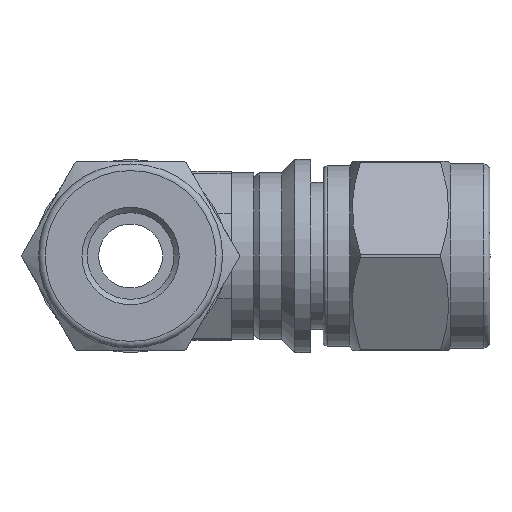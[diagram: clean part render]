
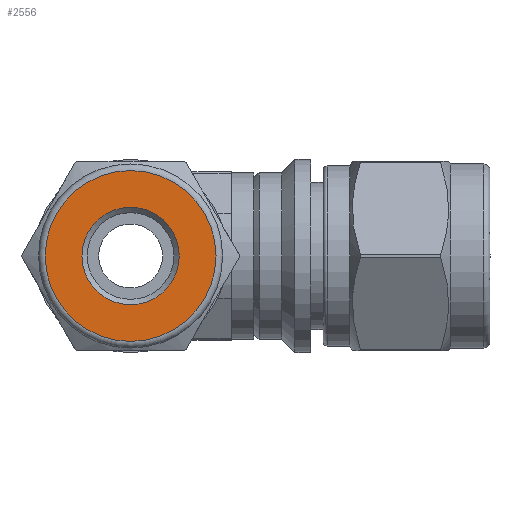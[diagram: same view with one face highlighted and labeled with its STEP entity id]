
A CAD part, left-side view. The second image highlights one B-rep face of the part: STEP entity #2556.
In plain terms, the highlighted planar face has unit normal (-1, 0, 0).
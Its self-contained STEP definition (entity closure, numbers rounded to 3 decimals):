
#58=FACE_BOUND('',#597,.T.);
#216=CIRCLE('',#2818,3.675);
#217=CIRCLE('',#2820,6.45);
#417=FACE_OUTER_BOUND('',#596,.T.);
#596=EDGE_LOOP('',(#1949));
#597=EDGE_LOOP('',(#1950));
#1157=VERTEX_POINT('',#4306);
#1158=VERTEX_POINT('',#4310);
#1442=EDGE_CURVE('',#1157,#1157,#216,.T.);
#1443=EDGE_CURVE('',#1158,#1158,#217,.T.);
#1949=ORIENTED_EDGE('',*,*,#1443,.F.);
#1950=ORIENTED_EDGE('',*,*,#1442,.T.);
#2464=PLANE('',#2819);
#2556=ADVANCED_FACE('',(#417,#58),#2464,.T.);
#2818=AXIS2_PLACEMENT_3D('',#4308,#3372,#3373);
#2819=AXIS2_PLACEMENT_3D('',#4309,#3374,#3375);
#2820=AXIS2_PLACEMENT_3D('',#4311,#3376,#3377);
#3372=DIRECTION('center_axis',(1.,0.,0.));
#3373=DIRECTION('ref_axis',(0.,0.,-1.));
#3374=DIRECTION('center_axis',(-1.,0.,0.));
#3375=DIRECTION('ref_axis',(0.,0.,1.));
#3376=DIRECTION('center_axis',(1.,0.,0.));
#3377=DIRECTION('ref_axis',(0.,0.,-1.));
#4306=CARTESIAN_POINT('',(-27.139,-3.675,0.));
#4308=CARTESIAN_POINT('Origin',(-27.139,0.,
0.));
#4309=CARTESIAN_POINT('Origin',(-27.139,6.45,0.));
#4310=CARTESIAN_POINT('',(-27.139,0.,6.45));
#4311=CARTESIAN_POINT('Origin',(-27.139,0.,
0.));
